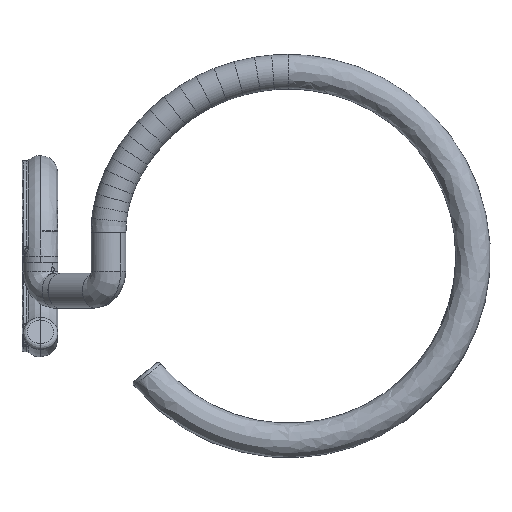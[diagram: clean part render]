
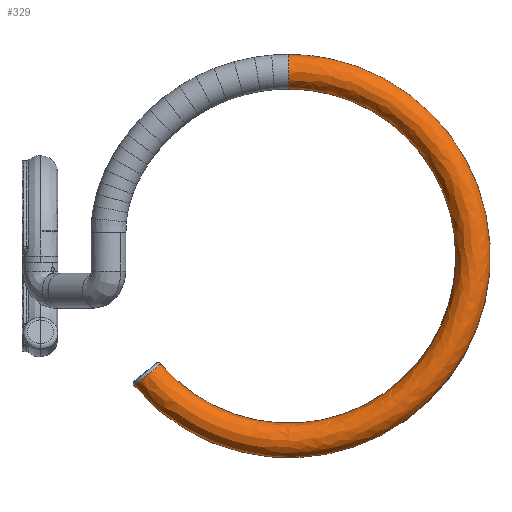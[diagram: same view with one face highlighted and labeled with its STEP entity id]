
A CAD part, top view. The second image highlights one B-rep face of the part: STEP entity #329.
In plain terms, the highlighted free-form (B-spline) face has degree [2, 2] with [9, 5] control points.
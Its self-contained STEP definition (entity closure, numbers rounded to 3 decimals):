
#329=ADVANCED_FACE('',(#567),#3477,.T.);
#567=FACE_OUTER_BOUND('',#815,.T.);
#815=EDGE_LOOP('',(#1479,#1480,#1481,#1482));
#1479=ORIENTED_EDGE('',*,*,#2141,.T.);
#1480=ORIENTED_EDGE('',*,*,#2137,.T.);
#1481=ORIENTED_EDGE('',*,*,#2233,.F.);
#1482=ORIENTED_EDGE('',*,*,#2232,.F.);
#2137=EDGE_CURVE('',#3112,#3106,#2539,.T.);
#2141=EDGE_CURVE('',#3113,#3112,#2849,.T.);
#2232=EDGE_CURVE('',#3113,#3165,#2610,.T.);
#2233=EDGE_CURVE('',#3165,#3106,#2611,.T.);
#2539=(
BOUNDED_CURVE()
B_SPLINE_CURVE(2,(#10266,#10267,#10268,#10269,#10270,#10271,#10272,#10273,
#10274),.UNSPECIFIED.,.F.,.F.)
B_SPLINE_CURVE_WITH_KNOTS((3,2,2,2,3),(59.251,144.577,
229.902,315.228,400.553),.UNSPECIFIED.)
CURVE()
GEOMETRIC_REPRESENTATION_ITEM()
RATIONAL_B_SPLINE_CURVE((1.,0.877,1.,0.877,1.,0.877,
1.,0.877,1.))
REPRESENTATION_ITEM('')
);
#2610=(
BOUNDED_CURVE()
B_SPLINE_CURVE(2,(#10923,#10924,#10925,#10926,#10927,#10928,#10929,#10930,
#10931),.UNSPECIFIED.,.F.,.F.)
B_SPLINE_CURVE_WITH_KNOTS((3,2,2,2,3),(59.482,144.75,
230.018,315.285,400.553),.UNSPECIFIED.)
CURVE()
GEOMETRIC_REPRESENTATION_ITEM()
RATIONAL_B_SPLINE_CURVE((1.,0.877,1.,0.877,1.,0.877,
1.,0.877,1.))
REPRESENTATION_ITEM('')
);
#2611=(
BOUNDED_CURVE()
B_SPLINE_CURVE(2,(#10932,#10933,#10934,#10935,#10936,#10937,#10938,#10939,
#10940),.UNSPECIFIED.,.F.,.F.)
B_SPLINE_CURVE_WITH_KNOTS((3,2,2,2,3),(3.075,9.358,
15.642,21.925,28.208),.UNSPECIFIED.)
CURVE()
GEOMETRIC_REPRESENTATION_ITEM()
RATIONAL_B_SPLINE_CURVE((1.,0.924,1.,0.924,1.,0.924,
1.,0.924,1.))
REPRESENTATION_ITEM('')
);
#2849=B_SPLINE_CURVE_WITH_KNOTS('',3,(#10304,#10305,#10306,#10307,#10308,
#10309,#10310,#10311,#10312,#10313),.UNSPECIFIED.,.F.,.F.,(4,2,2,2,4),(-25.769,
-19.327,-12.884,-6.442,0.),.UNSPECIFIED.);
#3106=VERTEX_POINT('',#10074);
#3112=VERTEX_POINT('',#10080);
#3113=VERTEX_POINT('',#10081);
#3165=VERTEX_POINT('',#10133);
#3477=(
BOUNDED_SURFACE()
B_SPLINE_SURFACE(2,2,((#9923,#9924,#9925,#9926,#9927),(#9928,#9929,#9930,
#9931,#9932),(#9933,#9934,#9935,#9936,#9937),(#9938,#9939,#9940,#9941,#9942),
(#9943,#9944,#9945,#9946,#9947),(#9948,#9949,#9950,#9951,#9952),(#9953,
#9954,#9955,#9956,#9957),(#9958,#9959,#9960,#9961,#9962),(#9963,#9964,#9965,
#9966,#9967)),.UNSPECIFIED.,.T.,.F.,.F.)
B_SPLINE_SURFACE_WITH_KNOTS((3,2,2,2,3),(3,2,3),(0.,133.518,267.035,
400.553,534.071),(0.,12.566,25.133),
 .UNSPECIFIED.)
GEOMETRIC_REPRESENTATION_ITEM()
RATIONAL_B_SPLINE_SURFACE(((1.,0.707,1.,0.707,1.),
(0.707,0.5,0.707,0.5,0.707),(1.,0.707,
1.,0.707,1.),(0.707,0.5,0.707,0.5,0.707),
(1.,0.707,1.,0.707,1.),(0.707,0.5,0.707,
0.5,0.707),(1.,0.707,1.,0.707,1.),(0.707,
0.5,0.707,0.5,0.707),(1.,0.707,1.,0.707,
1.)))
REPRESENTATION_ITEM('')
SURFACE()
);
#9923=CARTESIAN_POINT('',(-64.643,23.43,115.529));
#9924=CARTESIAN_POINT('',(-64.643,23.43,123.529));
#9925=CARTESIAN_POINT('',(-56.643,23.43,123.529));
#9926=CARTESIAN_POINT('',(-48.643,23.43,123.529));
#9927=CARTESIAN_POINT('',(-48.643,23.43,115.529));
#9928=CARTESIAN_POINT('',(-64.643,-69.57,115.529));
#9929=CARTESIAN_POINT('',(-64.643,-69.57,123.529));
#9930=CARTESIAN_POINT('',(-56.643,-61.57,123.529));
#9931=CARTESIAN_POINT('',(-48.643,-53.57,123.529));
#9932=CARTESIAN_POINT('',(-48.643,-53.57,115.529));
#9933=CARTESIAN_POINT('',(28.357,-69.57,115.529));
#9934=CARTESIAN_POINT('',(28.357,-69.57,123.529));
#9935=CARTESIAN_POINT('',(28.357,-61.57,123.529));
#9936=CARTESIAN_POINT('',(28.357,-53.57,123.529));
#9937=CARTESIAN_POINT('',(28.357,-53.57,115.529));
#9938=CARTESIAN_POINT('',(121.357,-69.57,115.529));
#9939=CARTESIAN_POINT('',(121.357,-69.57,123.529));
#9940=CARTESIAN_POINT('',(113.357,-61.57,123.529));
#9941=CARTESIAN_POINT('',(105.357,-53.57,123.529));
#9942=CARTESIAN_POINT('',(105.357,-53.57,115.529));
#9943=CARTESIAN_POINT('',(121.357,23.43,115.529));
#9944=CARTESIAN_POINT('',(121.357,23.43,123.529));
#9945=CARTESIAN_POINT('',(113.357,23.43,123.529));
#9946=CARTESIAN_POINT('',(105.357,23.43,123.529));
#9947=CARTESIAN_POINT('',(105.357,23.43,115.529));
#9948=CARTESIAN_POINT('',(121.357,116.43,115.529));
#9949=CARTESIAN_POINT('',(121.357,116.43,123.529));
#9950=CARTESIAN_POINT('',(113.357,108.43,123.529));
#9951=CARTESIAN_POINT('',(105.357,100.43,123.529));
#9952=CARTESIAN_POINT('',(105.357,100.43,115.529));
#9953=CARTESIAN_POINT('',(28.357,116.43,115.529));
#9954=CARTESIAN_POINT('',(28.357,116.43,123.529));
#9955=CARTESIAN_POINT('',(28.357,108.43,123.529));
#9956=CARTESIAN_POINT('',(28.357,100.43,123.529));
#9957=CARTESIAN_POINT('',(28.357,100.43,115.529));
#9958=CARTESIAN_POINT('',(-64.643,116.43,115.529));
#9959=CARTESIAN_POINT('',(-64.643,116.43,123.529));
#9960=CARTESIAN_POINT('',(-56.643,108.43,123.529));
#9961=CARTESIAN_POINT('',(-48.643,100.43,123.529));
#9962=CARTESIAN_POINT('',(-48.643,100.43,115.529));
#9963=CARTESIAN_POINT('',(-64.643,23.43,115.529));
#9964=CARTESIAN_POINT('',(-64.643,23.43,123.529));
#9965=CARTESIAN_POINT('',(-56.643,23.43,123.529));
#9966=CARTESIAN_POINT('',(-48.643,23.43,123.529));
#9967=CARTESIAN_POINT('',(-48.643,23.43,115.529));
#10074=CARTESIAN_POINT('',(28.357,116.43,115.529));
#10080=CARTESIAN_POINT('',(-42.948,-36.274,115.529));
#10081=CARTESIAN_POINT('',(-30.546,-26.163,115.529));
#10133=CARTESIAN_POINT('',(28.357,100.429,115.529));
#10266=CARTESIAN_POINT('',(-42.948,-36.274,115.529));
#10267=CARTESIAN_POINT('',(-10.183,-75.406,115.529));
#10268=CARTESIAN_POINT('',(40.423,-68.784,115.529));
#10269=CARTESIAN_POINT('',(91.029,-62.163,115.529));
#10270=CARTESIAN_POINT('',(112.623,-15.918,115.529));
#10271=CARTESIAN_POINT('',(134.217,30.326,115.529));
#10272=CARTESIAN_POINT('',(106.806,73.378,115.529));
#10273=CARTESIAN_POINT('',(79.395,116.43,115.529));
#10274=CARTESIAN_POINT('',(28.357,116.43,115.529));
#10304=CARTESIAN_POINT('',(-30.546,-26.163,115.529));
#10305=CARTESIAN_POINT('',(-30.527,-26.185,117.642));
#10306=CARTESIAN_POINT('',(-31.18,-26.755,119.708));
#10307=CARTESIAN_POINT('',(-33.439,-28.653,122.66));
#10308=CARTESIAN_POINT('',(-35.049,-29.982,123.526));
#10309=CARTESIAN_POINT('',(-38.281,-32.619,123.532));
#10310=CARTESIAN_POINT('',(-39.921,-33.94,122.662));
#10311=CARTESIAN_POINT('',(-42.235,-35.771,119.713));
#10312=CARTESIAN_POINT('',(-42.929,-36.298,117.642));
#10313=CARTESIAN_POINT('',(-42.948,-36.274,115.529));
#10923=CARTESIAN_POINT('',(-30.546,-26.163,115.529));
#10924=CARTESIAN_POINT('',(-3.352,-58.462,115.529));
#10925=CARTESIAN_POINT('',(38.503,-52.899,115.529));
#10926=CARTESIAN_POINT('',(80.357,-47.336,115.529));
#10927=CARTESIAN_POINT('',(98.17,-9.054,115.529));
#10928=CARTESIAN_POINT('',(115.982,29.228,115.529));
#10929=CARTESIAN_POINT('',(93.281,64.829,115.529));
#10930=CARTESIAN_POINT('',(70.58,100.43,115.529));
#10931=CARTESIAN_POINT('',(28.357,100.43,115.529));
#10932=CARTESIAN_POINT('',(28.357,100.429,115.529));
#10933=CARTESIAN_POINT('',(28.357,100.429,118.843));
#10934=CARTESIAN_POINT('',(28.357,102.773,121.186));
#10935=CARTESIAN_POINT('',(28.357,105.116,123.529));
#10936=CARTESIAN_POINT('',(28.357,108.43,123.529));
#10937=CARTESIAN_POINT('',(28.357,111.743,123.529));
#10938=CARTESIAN_POINT('',(28.357,114.086,121.186));
#10939=CARTESIAN_POINT('',(28.357,116.43,118.843));
#10940=CARTESIAN_POINT('',(28.357,116.43,115.529));
